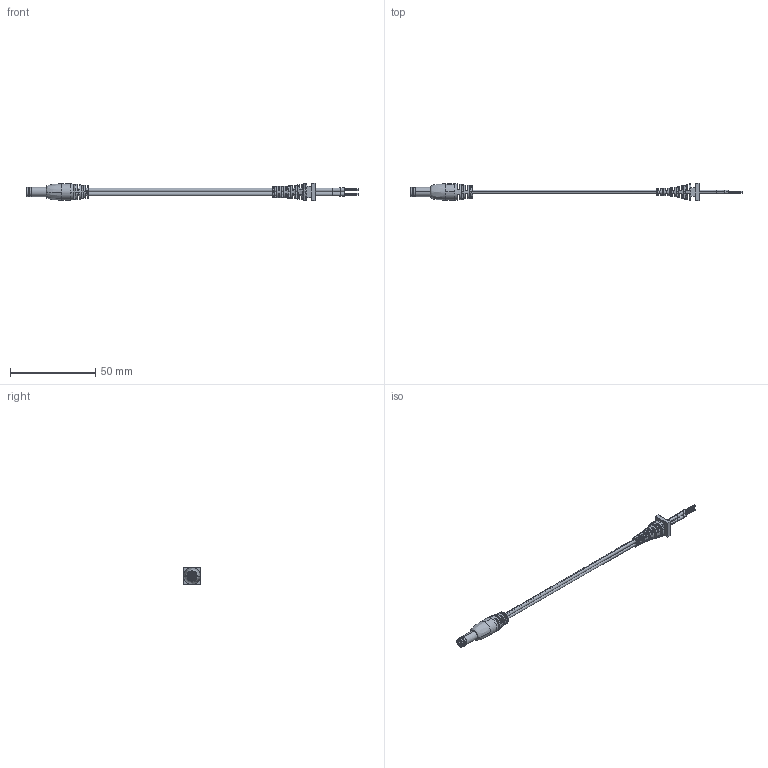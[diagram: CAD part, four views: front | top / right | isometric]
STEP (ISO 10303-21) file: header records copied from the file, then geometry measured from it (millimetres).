
FILE_DESCRIPTION (( 'STEP AP203' ), '1' );
FILE_NAME ('10-02950_revA.STEP', '2018-03-28T23:08:26', ( '' ), ( '' ), 'SwSTEP 2.0', 'SolidWorks 2015', '' );
FILE_SCHEMA (( 'CONFIG_CONTROL_DESIGN' ));
Length unit declared in the file: millimetre
Products named in the file (8): 50-00026 contact; 24-00003; 50-00026; 50-00026 insulator; 30-00007_s+t; 24-00251; 10-02950_revA; 50-00026 shell
Assembly tree (7 placements, depth 3):
  10-02950_revA
    24-00003
    50-00026
      50-00026 shell
      50-00026 contact
      50-00026 insulator
    30-00007_s+t
    24-00251
Bounding box: 195.04 x 10 x 10 mm (x, y, z)
Volume: 3655.4 mm3; surface area: 18760.7 mm2
Topology: 182 solids, 182 shells, 1368 faces, 2844 edges, 1847 vertices
Faces by surface type: cylinder 601, plane 520, bspline 191, torus 24, cone 24, sphere 8
Entity records: 47046 total; most frequent: CARTESIAN_POINT 17459, DIRECTION 6030, ORIENTED_EDGE 5672, EDGE_CURVE 2836, AXIS2_PLACEMENT_3D 2559, VERTEX_POINT 1847, EDGE_LOOP 1553, CIRCLE 1371
